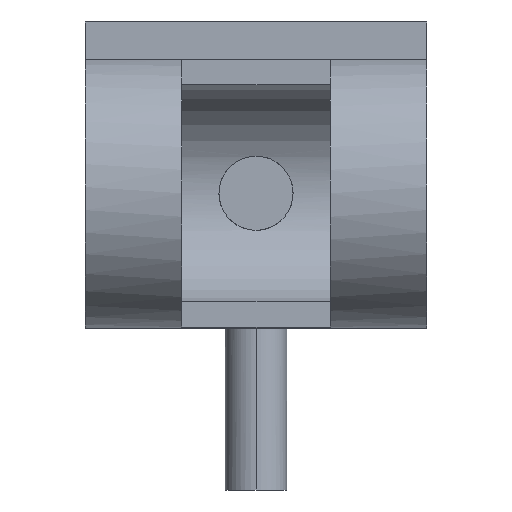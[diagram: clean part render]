
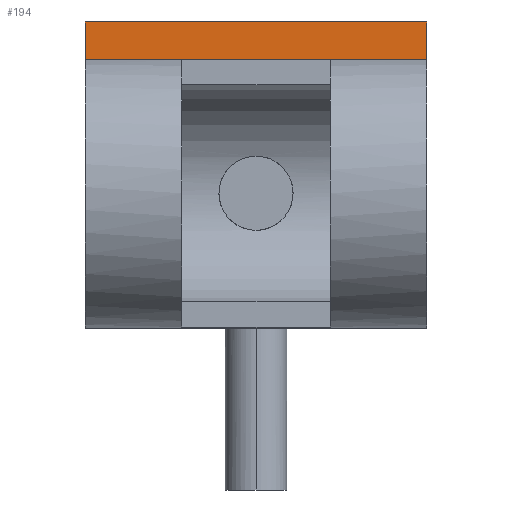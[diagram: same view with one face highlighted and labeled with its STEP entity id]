
A CAD part, front view. The second image highlights one B-rep face of the part: STEP entity #194.
In plain terms, the highlighted planar face has unit normal (0, -1, 0).
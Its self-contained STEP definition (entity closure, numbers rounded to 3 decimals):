
#22 = VERTEX_POINT ( 'NONE', #300 ) ;
#28 = DIRECTION ( 'NONE',  ( 0., 0., -1. ) ) ;
#45 = CARTESIAN_POINT ( 'NONE',  ( 69., -9., 69.259 ) ) ;
#145 = EDGE_CURVE ( 'NONE', #242, #333, #636, .T. ) ;
#194 = ADVANCED_FACE ( 'NONE', ( #887 ), #1626, .F. ) ;
#242 = VERTEX_POINT ( 'NONE', #1834 ) ;
#300 = CARTESIAN_POINT ( 'NONE',  ( -69., -9., 54.259 ) ) ;
#333 = VERTEX_POINT ( 'NONE', #1113 ) ;
#339 = ORIENTED_EDGE ( 'NONE', *, *, #1903, .F. ) ;
#408 = EDGE_CURVE ( 'NONE', #242, #2050, #1732, .T. ) ;
#601 = DIRECTION ( 'NONE',  ( -1., 0., 0. ) ) ;
#636 = LINE ( 'NONE', #1364, #1902 ) ;
#707 = DIRECTION ( 'NONE',  ( 0., 1., 0. ) ) ;
#815 = DIRECTION ( 'NONE',  ( -1., 0., 0. ) ) ;
#887 = FACE_OUTER_BOUND ( 'NONE', #1012, .T. ) ;
#979 = LINE ( 'NONE', #1718, #1284 ) ;
#1012 = EDGE_LOOP ( 'NONE', ( #2009, #339, #1082, #1820 ) ) ;
#1082 = ORIENTED_EDGE ( 'NONE', *, *, #145, .F. ) ;
#1113 = CARTESIAN_POINT ( 'NONE',  ( 69., -9., 54.259 ) ) ;
#1132 = VECTOR ( 'NONE', #601, 1000. ) ;
#1284 = VECTOR ( 'NONE', #28, 1000. ) ;
#1364 = CARTESIAN_POINT ( 'NONE',  ( 69., -9., 69.259 ) ) ;
#1438 = DIRECTION ( 'NONE',  ( 0., 0., 1. ) ) ;
#1514 = LINE ( 'NONE', #2279, #1132 ) ;
#1626 = PLANE ( 'NONE',  #2109 ) ;
#1718 = CARTESIAN_POINT ( 'NONE',  ( -69., -9., 69.259 ) ) ;
#1732 = LINE ( 'NONE', #45, #1938 ) ;
#1820 = ORIENTED_EDGE ( 'NONE', *, *, #408, .T. ) ;
#1834 = CARTESIAN_POINT ( 'NONE',  ( 69., -9., 69.259 ) ) ;
#1878 = CARTESIAN_POINT ( 'NONE',  ( -69., -9., 69.259 ) ) ;
#1902 = VECTOR ( 'NONE', #2125, 1000. ) ;
#1903 = EDGE_CURVE ( 'NONE', #333, #22, #1514, .T. ) ;
#1938 = VECTOR ( 'NONE', #815, 1000. ) ;
#2009 = ORIENTED_EDGE ( 'NONE', *, *, #2164, .T. ) ;
#2050 = VERTEX_POINT ( 'NONE', #1878 ) ;
#2109 = AXIS2_PLACEMENT_3D ( 'NONE', #2387, #707, #1438 ) ;
#2125 = DIRECTION ( 'NONE',  ( 0., 0., -1. ) ) ;
#2164 = EDGE_CURVE ( 'NONE', #2050, #22, #979, .T. ) ;
#2279 = CARTESIAN_POINT ( 'NONE',  ( 69., -9., 54.259 ) ) ;
#2387 = CARTESIAN_POINT ( 'NONE',  ( 69., -9., 69.259 ) ) ;
